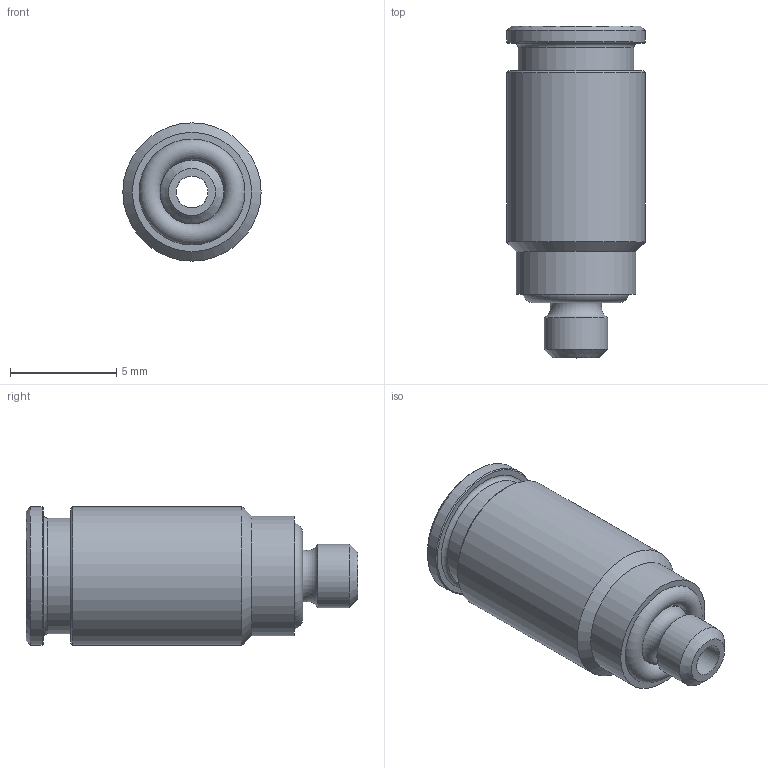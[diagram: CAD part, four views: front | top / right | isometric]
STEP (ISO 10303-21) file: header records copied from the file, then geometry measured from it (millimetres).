
FILE_DESCRIPTION(/* description */ ('STEP AP214'),/* implementation_level */ '2;1');
FILE_NAME(/* name */ 'A0020A00',/* time_stamp */ '2023-04-06T13:21:06+02:00',/* author */ ('License CC BY-ND 4.0'),/* organization */ ('CADENAS'),/* preprocessor_version */ 'ST-DEVELOPER v19.3',/* originating_system */ 'PARTsolutions',/* authorisation */ ' ');
FILE_SCHEMA (('AUTOMOTIVE_DESIGN {1 0 10303 214 3 1 1}'));
Length unit declared in the file: millimetre
Products named in the file (1): A0020A00
Bounding box: 6.5 x 15.6 x 6.5 mm (x, y, z)
Volume: 313.8 mm3; surface area: 477.9 mm2
Topology: 1 solids, 1 shells, 37 faces, 79 edges, 48 vertices
Faces by surface type: plane 18, cylinder 8, cone 7, torus 4
Full cylindrical faces by diameter (mm): 1.5 x1, 3 x2, 3.15 x1, 5.45 x1, 5.6 x1, 6.5 x2
Entity records: 1136 total; most frequent: DIRECTION 154, CARTESIAN_POINT 152, ORIENTED_EDGE 108, AXIS2_PLACEMENT_3D 68, EDGE_LOOP 62, FACE_BOUND 62, EDGE_CURVE 54, VERTEX_POINT 42
